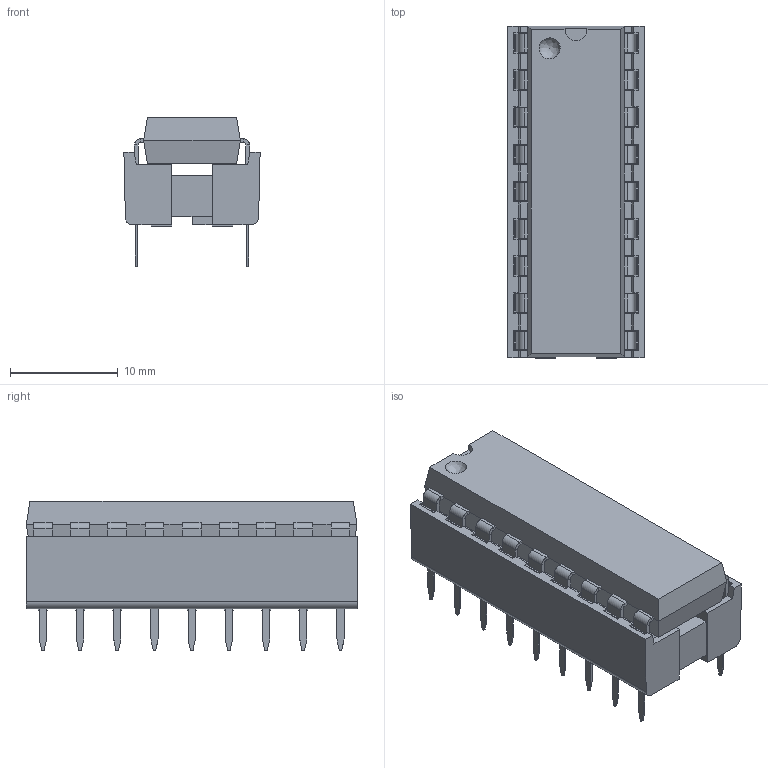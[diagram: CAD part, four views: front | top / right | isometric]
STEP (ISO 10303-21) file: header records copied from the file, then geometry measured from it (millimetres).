
FILE_DESCRIPTION(('FreeCAD Model'),'2;1');
FILE_NAME('Open CASCADE Shape Model','2025-05-05T06:53:07',('FreeCAD'),( 'FreeCAD'),'Open CASCADE STEP processor 7.6','FreeCAD','Unknown');
FILE_SCHEMA(('AUTOMOTIVE_DESIGN { 1 0 10303 214 1 1 1 1 }'));
Products named in the file (1): Open CASCADE STEP translator 7.6 1
Bounding box: 12.66 x 30.85 x 13.93 mm (x, y, z)
Volume: 2462.4 mm3; surface area: 4537 mm2
Topology: 2 solids, 2 shells, 2455 faces, 5941 edges, 3492 vertices
Faces by surface type: bspline 2455
Entity records: 175528 total; most frequent: CARTESIAN_POINT 139642, ORIENTED_EDGE 11880, EDGE_CURVE 5940, B_SPLINE_CURVE_WITH_KNOTS 5208, VERTEX_POINT 3492, FACE_BOUND 2500, EDGE_LOOP 2500, ADVANCED_FACE 2455
